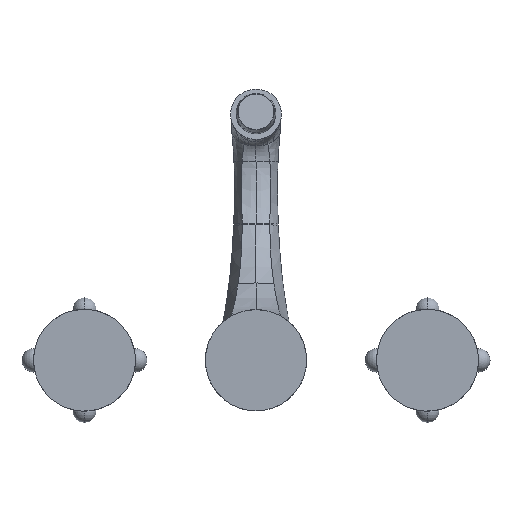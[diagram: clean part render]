
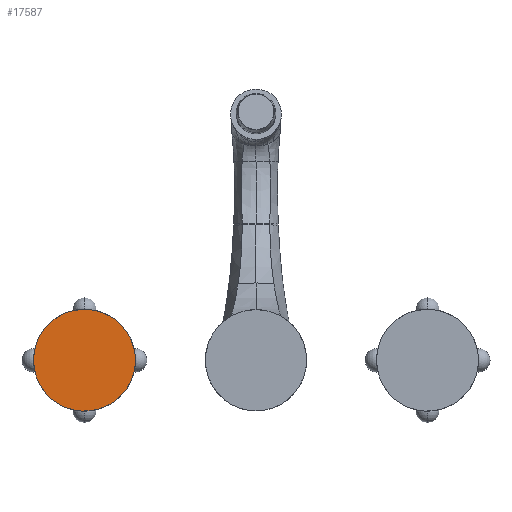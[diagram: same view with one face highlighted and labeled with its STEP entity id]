
A CAD part, front view. The second image highlights one B-rep face of the part: STEP entity #17587.
In plain terms, the highlighted planar face has unit normal (0, -1, 0).
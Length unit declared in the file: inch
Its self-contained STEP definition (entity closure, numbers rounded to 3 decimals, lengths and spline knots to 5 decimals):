
#14430=CARTESIAN_POINT('',(-4.,0.,0.));
#14431=DIRECTION('',(0.,1.,0.));
#14432=DIRECTION('',(0.11,0.,0.994));
#14433=AXIS2_PLACEMENT_3D('',#14430,#14431,#14432);
#14457=CARTESIAN_POINT('',(-4.,0.,0.));
#14458=DIRECTION('',(0.,-1.,0.));
#14459=DIRECTION('',(0.11,0.,0.994));
#14460=AXIS2_PLACEMENT_3D('',#14457,#14458,#14459);
#15216=CARTESIAN_POINT('',(-3.86932,0.,1.18029));
#15217=CARTESIAN_POINT('',(-3.86932,0.,-1.18029));
#15218=VERTEX_POINT('',#15216);
#15219=VERTEX_POINT('',#15217);
#17577=CARTESIAN_POINT('',(-2.657,0.,0.));
#17578=DIRECTION('',(0.,-1.,0.));
#17579=DIRECTION('',(-1.,0.,0.));
#17580=AXIS2_PLACEMENT_3D('',#17577,#17578,#17579);
#17581=PLANE('',#17580);
#17583=ORIENTED_EDGE('',*,*,#17582,.F.);
#17584=ORIENTED_EDGE('',*,*,#17555,.T.);
#17585=EDGE_LOOP('',(#17583,#17584));
#17586=FACE_OUTER_BOUND('',#17585,.F.);
#17587=ADVANCED_FACE('',(#17586),#17581,.T.);
#14434=CIRCLE('',#14433,1.1875);
#14461=CIRCLE('',#14460,1.1875);
#17555=EDGE_CURVE('',#15218,#15219,#14434,.T.);
#17582=EDGE_CURVE('',#15218,#15219,#14461,.T.);
